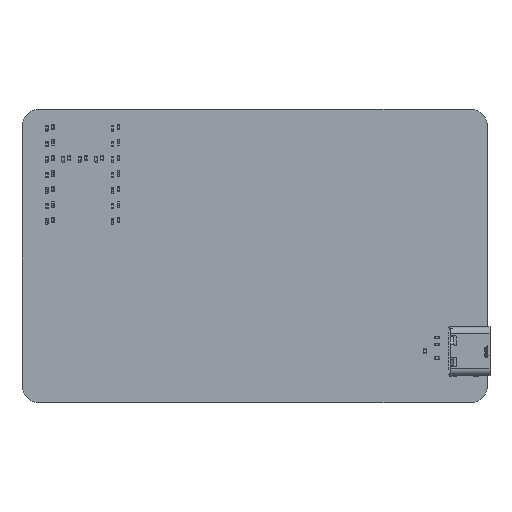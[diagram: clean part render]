
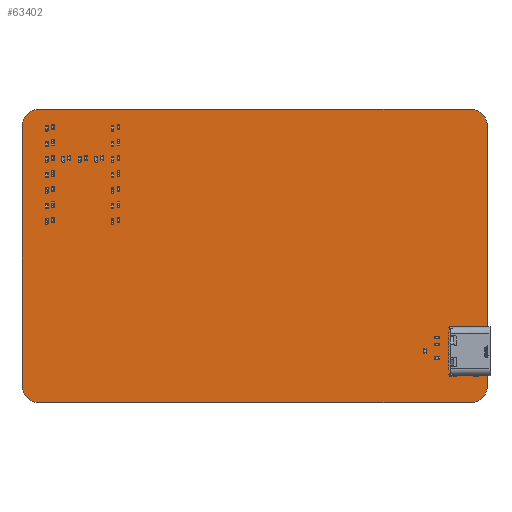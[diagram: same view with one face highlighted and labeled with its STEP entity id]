
A CAD part, top view. The second image highlights one B-rep face of the part: STEP entity #63402.
In plain terms, the highlighted planar face has unit normal (0, 0, 1).
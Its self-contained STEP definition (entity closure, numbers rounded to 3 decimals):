
#63087 = VERTEX_POINT('',#63088);
#63088 = CARTESIAN_POINT('',(82.42,0.,1.6));
#63094 = EDGE_CURVE('',#63087,#63095,#63097,.T.);
#63095 = VERTEX_POINT('',#63096);
#63096 = CARTESIAN_POINT('',(85.6,-3.18,1.6));
#63097 = CIRCLE('',#63098,3.18);
#63098 = AXIS2_PLACEMENT_3D('',#63099,#63100,#63101);
#63099 = CARTESIAN_POINT('',(82.42,-3.18,1.6));
#63100 = DIRECTION('',(0.,0.,-1.));
#63101 = DIRECTION('',(0.,1.,0.));
#63129 = VERTEX_POINT('',#63130);
#63130 = CARTESIAN_POINT('',(3.18,0.,1.6));
#63136 = EDGE_CURVE('',#63129,#63087,#63137,.T.);
#63137 = LINE('',#63138,#63139);
#63138 = CARTESIAN_POINT('',(3.18,0.,1.6));
#63139 = VECTOR('',#63140,1.);
#63140 = DIRECTION('',(1.,0.,0.));
#63158 = EDGE_CURVE('',#63095,#63159,#63161,.T.);
#63159 = VERTEX_POINT('',#63160);
#63160 = CARTESIAN_POINT('',(85.6,-50.8,1.6));
#63161 = LINE('',#63162,#63163);
#63162 = CARTESIAN_POINT('',(85.6,-3.18,1.6));
#63163 = VECTOR('',#63164,1.);
#63164 = DIRECTION('',(0.,-1.,0.));
#63402 = ADVANCED_FACE('',(#63403,#63449,#63485,#63496,#63532,#63543,
    #63579),#63615,.T.);
#63403 = FACE_BOUND('',#63404,.T.);
#63404 = EDGE_LOOP('',(#63405,#63406,#63407,#63416,#63424,#63433,#63441,
    #63448));
#63405 = ORIENTED_EDGE('',*,*,#63094,.F.);
#63406 = ORIENTED_EDGE('',*,*,#63136,.F.);
#63407 = ORIENTED_EDGE('',*,*,#63408,.F.);
#63408 = EDGE_CURVE('',#63409,#63129,#63411,.T.);
#63409 = VERTEX_POINT('',#63410);
#63410 = CARTESIAN_POINT('',(0.,-3.18,1.6));
#63411 = CIRCLE('',#63412,3.18);
#63412 = AXIS2_PLACEMENT_3D('',#63413,#63414,#63415);
#63413 = CARTESIAN_POINT('',(3.18,-3.18,1.6));
#63414 = DIRECTION('',(0.,0.,-1.));
#63415 = DIRECTION('',(-1.,0.,-0.));
#63416 = ORIENTED_EDGE('',*,*,#63417,.F.);
#63417 = EDGE_CURVE('',#63418,#63409,#63420,.T.);
#63418 = VERTEX_POINT('',#63419);
#63419 = CARTESIAN_POINT('',(0.,-50.8,1.6));
#63420 = LINE('',#63421,#63422);
#63421 = CARTESIAN_POINT('',(0.,-50.8,1.6));
#63422 = VECTOR('',#63423,1.);
#63423 = DIRECTION('',(0.,1.,0.));
#63424 = ORIENTED_EDGE('',*,*,#63425,.F.);
#63425 = EDGE_CURVE('',#63426,#63418,#63428,.T.);
#63426 = VERTEX_POINT('',#63427);
#63427 = CARTESIAN_POINT('',(3.18,-53.98,1.6));
#63428 = CIRCLE('',#63429,3.18);
#63429 = AXIS2_PLACEMENT_3D('',#63430,#63431,#63432);
#63430 = CARTESIAN_POINT('',(3.18,-50.8,1.6));
#63431 = DIRECTION('',(0.,0.,-1.));
#63432 = DIRECTION('',(0.,-1.,0.));
#63433 = ORIENTED_EDGE('',*,*,#63434,.F.);
#63434 = EDGE_CURVE('',#63435,#63426,#63437,.T.);
#63435 = VERTEX_POINT('',#63436);
#63436 = CARTESIAN_POINT('',(82.42,-53.98,1.6));
#63437 = LINE('',#63438,#63439);
#63438 = CARTESIAN_POINT('',(82.42,-53.98,1.6));
#63439 = VECTOR('',#63440,1.);
#63440 = DIRECTION('',(-1.,0.,0.));
#63441 = ORIENTED_EDGE('',*,*,#63442,.F.);
#63442 = EDGE_CURVE('',#63159,#63435,#63443,.T.);
#63443 = CIRCLE('',#63444,3.18);
#63444 = AXIS2_PLACEMENT_3D('',#63445,#63446,#63447);
#63445 = CARTESIAN_POINT('',(82.42,-50.8,1.6));
#63446 = DIRECTION('',(0.,0.,-1.));
#63447 = DIRECTION('',(1.,0.,0.));
#63448 = ORIENTED_EDGE('',*,*,#63158,.F.);
#63449 = FACE_BOUND('',#63450,.T.);
#63450 = EDGE_LOOP('',(#63451,#63462,#63470,#63479));
#63451 = ORIENTED_EDGE('',*,*,#63452,.T.);
#63452 = EDGE_CURVE('',#63453,#63455,#63457,.T.);
#63453 = VERTEX_POINT('',#63454);
#63454 = CARTESIAN_POINT('',(79.72,-48.52,1.6));
#63455 = VERTEX_POINT('',#63456);
#63456 = CARTESIAN_POINT('',(79.72,-49.12,1.6));
#63457 = CIRCLE('',#63458,0.3);
#63458 = AXIS2_PLACEMENT_3D('',#63459,#63460,#63461);
#63459 = CARTESIAN_POINT('',(79.72,-48.82,1.6));
#63460 = DIRECTION('',(-0.,0.,-1.));
#63461 = DIRECTION('',(0.,-1.,-0.));
#63462 = ORIENTED_EDGE('',*,*,#63463,.T.);
#63463 = EDGE_CURVE('',#63455,#63464,#63466,.T.);
#63464 = VERTEX_POINT('',#63465);
#63465 = CARTESIAN_POINT('',(78.82,-49.12,1.6));
#63466 = LINE('',#63467,#63468);
#63467 = CARTESIAN_POINT('',(39.41,-49.12,1.6));
#63468 = VECTOR('',#63469,1.);
#63469 = DIRECTION('',(-1.,0.,0.));
#63470 = ORIENTED_EDGE('',*,*,#63471,.T.);
#63471 = EDGE_CURVE('',#63464,#63472,#63474,.T.);
#63472 = VERTEX_POINT('',#63473);
#63473 = CARTESIAN_POINT('',(78.82,-48.52,1.6));
#63474 = CIRCLE('',#63475,0.3);
#63475 = AXIS2_PLACEMENT_3D('',#63476,#63477,#63478);
#63476 = CARTESIAN_POINT('',(78.82,-48.82,1.6));
#63477 = DIRECTION('',(0.,-0.,-1.));
#63478 = DIRECTION('',(0.,1.,-0.));
#63479 = ORIENTED_EDGE('',*,*,#63480,.T.);
#63480 = EDGE_CURVE('',#63472,#63453,#63481,.T.);
#63481 = LINE('',#63482,#63483);
#63482 = CARTESIAN_POINT('',(39.86,-48.52,1.6));
#63483 = VECTOR('',#63484,1.);
#63484 = DIRECTION('',(1.,0.,-0.));
#63485 = FACE_BOUND('',#63486,.T.);
#63486 = EDGE_LOOP('',(#63487));
#63487 = ORIENTED_EDGE('',*,*,#63488,.T.);
#63488 = EDGE_CURVE('',#63489,#63489,#63491,.T.);
#63489 = VERTEX_POINT('',#63490);
#63490 = CARTESIAN_POINT('',(79.8,-47.74,1.6));
#63491 = CIRCLE('',#63492,0.35);
#63492 = AXIS2_PLACEMENT_3D('',#63493,#63494,#63495);
#63493 = CARTESIAN_POINT('',(79.8,-47.39,1.6));
#63494 = DIRECTION('',(-0.,0.,-1.));
#63495 = DIRECTION('',(0.,-1.,0.));
#63496 = FACE_BOUND('',#63497,.T.);
#63497 = EDGE_LOOP('',(#63498,#63509,#63517,#63526));
#63498 = ORIENTED_EDGE('',*,*,#63499,.T.);
#63499 = EDGE_CURVE('',#63500,#63502,#63504,.T.);
#63500 = VERTEX_POINT('',#63501);
#63501 = CARTESIAN_POINT('',(83.78,-48.52,1.6));
#63502 = VERTEX_POINT('',#63503);
#63503 = CARTESIAN_POINT('',(83.78,-49.12,1.6));
#63504 = CIRCLE('',#63505,0.3);
#63505 = AXIS2_PLACEMENT_3D('',#63506,#63507,#63508);
#63506 = CARTESIAN_POINT('',(83.78,-48.82,1.6));
#63507 = DIRECTION('',(-0.,0.,-1.));
#63508 = DIRECTION('',(0.,-1.,-0.));
#63509 = ORIENTED_EDGE('',*,*,#63510,.T.);
#63510 = EDGE_CURVE('',#63502,#63511,#63513,.T.);
#63511 = VERTEX_POINT('',#63512);
#63512 = CARTESIAN_POINT('',(83.18,-49.12,1.6));
#63513 = LINE('',#63514,#63515);
#63514 = CARTESIAN_POINT('',(41.59,-49.12,1.6));
#63515 = VECTOR('',#63516,1.);
#63516 = DIRECTION('',(-1.,0.,0.));
#63517 = ORIENTED_EDGE('',*,*,#63518,.T.);
#63518 = EDGE_CURVE('',#63511,#63519,#63521,.T.);
#63519 = VERTEX_POINT('',#63520);
#63520 = CARTESIAN_POINT('',(83.18,-48.52,1.6));
#63521 = CIRCLE('',#63522,0.3);
#63522 = AXIS2_PLACEMENT_3D('',#63523,#63524,#63525);
#63523 = CARTESIAN_POINT('',(83.18,-48.82,1.6));
#63524 = DIRECTION('',(0.,-0.,-1.));
#63525 = DIRECTION('',(0.,1.,-0.));
#63526 = ORIENTED_EDGE('',*,*,#63527,.T.);
#63527 = EDGE_CURVE('',#63519,#63500,#63528,.T.);
#63528 = LINE('',#63529,#63530);
#63529 = CARTESIAN_POINT('',(41.89,-48.52,1.6));
#63530 = VECTOR('',#63531,1.);
#63531 = DIRECTION('',(1.,0.,-0.));
#63532 = FACE_BOUND('',#63533,.T.);
#63533 = EDGE_LOOP('',(#63534));
#63534 = ORIENTED_EDGE('',*,*,#63535,.T.);
#63535 = EDGE_CURVE('',#63536,#63536,#63538,.T.);
#63536 = VERTEX_POINT('',#63537);
#63537 = CARTESIAN_POINT('',(79.8,-41.96,1.6));
#63538 = CIRCLE('',#63539,0.35);
#63539 = AXIS2_PLACEMENT_3D('',#63540,#63541,#63542);
#63540 = CARTESIAN_POINT('',(79.8,-41.61,1.6));
#63541 = DIRECTION('',(-0.,0.,-1.));
#63542 = DIRECTION('',(0.,-1.,0.));
#63543 = FACE_BOUND('',#63544,.T.);
#63544 = EDGE_LOOP('',(#63545,#63556,#63564,#63573));
#63545 = ORIENTED_EDGE('',*,*,#63546,.T.);
#63546 = EDGE_CURVE('',#63547,#63549,#63551,.T.);
#63547 = VERTEX_POINT('',#63548);
#63548 = CARTESIAN_POINT('',(79.72,-39.88,1.6));
#63549 = VERTEX_POINT('',#63550);
#63550 = CARTESIAN_POINT('',(79.72,-40.48,1.6));
#63551 = CIRCLE('',#63552,0.3);
#63552 = AXIS2_PLACEMENT_3D('',#63553,#63554,#63555);
#63553 = CARTESIAN_POINT('',(79.72,-40.18,1.6));
#63554 = DIRECTION('',(-0.,0.,-1.));
#63555 = DIRECTION('',(0.,-1.,-0.));
#63556 = ORIENTED_EDGE('',*,*,#63557,.T.);
#63557 = EDGE_CURVE('',#63549,#63558,#63560,.T.);
#63558 = VERTEX_POINT('',#63559);
#63559 = CARTESIAN_POINT('',(78.82,-40.48,1.6));
#63560 = LINE('',#63561,#63562);
#63561 = CARTESIAN_POINT('',(39.41,-40.48,1.6));
#63562 = VECTOR('',#63563,1.);
#63563 = DIRECTION('',(-1.,0.,0.));
#63564 = ORIENTED_EDGE('',*,*,#63565,.T.);
#63565 = EDGE_CURVE('',#63558,#63566,#63568,.T.);
#63566 = VERTEX_POINT('',#63567);
#63567 = CARTESIAN_POINT('',(78.82,-39.88,1.6));
#63568 = CIRCLE('',#63569,0.3);
#63569 = AXIS2_PLACEMENT_3D('',#63570,#63571,#63572);
#63570 = CARTESIAN_POINT('',(78.82,-40.18,1.6));
#63571 = DIRECTION('',(0.,-0.,-1.));
#63572 = DIRECTION('',(0.,1.,-0.));
#63573 = ORIENTED_EDGE('',*,*,#63574,.T.);
#63574 = EDGE_CURVE('',#63566,#63547,#63575,.T.);
#63575 = LINE('',#63576,#63577);
#63576 = CARTESIAN_POINT('',(39.86,-39.88,1.6));
#63577 = VECTOR('',#63578,1.);
#63578 = DIRECTION('',(1.,0.,-0.));
#63579 = FACE_BOUND('',#63580,.T.);
#63580 = EDGE_LOOP('',(#63581,#63592,#63600,#63609));
#63581 = ORIENTED_EDGE('',*,*,#63582,.T.);
#63582 = EDGE_CURVE('',#63583,#63585,#63587,.T.);
#63583 = VERTEX_POINT('',#63584);
#63584 = CARTESIAN_POINT('',(83.78,-39.88,1.6));
#63585 = VERTEX_POINT('',#63586);
#63586 = CARTESIAN_POINT('',(83.78,-40.48,1.6));
#63587 = CIRCLE('',#63588,0.3);
#63588 = AXIS2_PLACEMENT_3D('',#63589,#63590,#63591);
#63589 = CARTESIAN_POINT('',(83.78,-40.18,1.6));
#63590 = DIRECTION('',(-0.,0.,-1.));
#63591 = DIRECTION('',(0.,-1.,-0.));
#63592 = ORIENTED_EDGE('',*,*,#63593,.T.);
#63593 = EDGE_CURVE('',#63585,#63594,#63596,.T.);
#63594 = VERTEX_POINT('',#63595);
#63595 = CARTESIAN_POINT('',(83.18,-40.48,1.6));
#63596 = LINE('',#63597,#63598);
#63597 = CARTESIAN_POINT('',(41.59,-40.48,1.6));
#63598 = VECTOR('',#63599,1.);
#63599 = DIRECTION('',(-1.,0.,0.));
#63600 = ORIENTED_EDGE('',*,*,#63601,.T.);
#63601 = EDGE_CURVE('',#63594,#63602,#63604,.T.);
#63602 = VERTEX_POINT('',#63603);
#63603 = CARTESIAN_POINT('',(83.18,-39.88,1.6));
#63604 = CIRCLE('',#63605,0.3);
#63605 = AXIS2_PLACEMENT_3D('',#63606,#63607,#63608);
#63606 = CARTESIAN_POINT('',(83.18,-40.18,1.6));
#63607 = DIRECTION('',(0.,-0.,-1.));
#63608 = DIRECTION('',(0.,1.,-0.));
#63609 = ORIENTED_EDGE('',*,*,#63610,.T.);
#63610 = EDGE_CURVE('',#63602,#63583,#63611,.T.);
#63611 = LINE('',#63612,#63613);
#63612 = CARTESIAN_POINT('',(41.89,-39.88,1.6));
#63613 = VECTOR('',#63614,1.);
#63614 = DIRECTION('',(1.,0.,-0.));
#63615 = PLANE('',#63616);
#63616 = AXIS2_PLACEMENT_3D('',#63617,#63618,#63619);
#63617 = CARTESIAN_POINT('',(0.,0.,1.6));
#63618 = DIRECTION('',(0.,0.,1.));
#63619 = DIRECTION('',(1.,0.,-0.));
